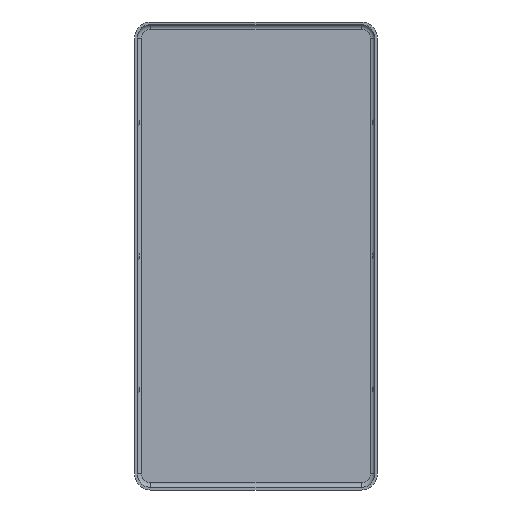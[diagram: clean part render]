
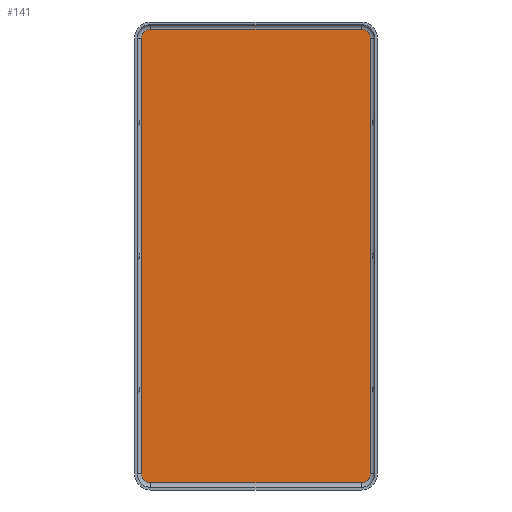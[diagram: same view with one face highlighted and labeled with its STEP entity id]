
A CAD part, front view. The second image highlights one B-rep face of the part: STEP entity #141.
In plain terms, the highlighted planar face has unit normal (0, -1, 0).
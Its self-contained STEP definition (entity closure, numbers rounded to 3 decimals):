
#141 = ADVANCED_FACE( 'NONE', ( #294 ), #295, .T. );
#294 = FACE_OUTER_BOUND( '', #455, .T. );
#295 = PLANE( '', #456 );
#455 = EDGE_LOOP( '', ( #766, #767, #768, #769, #770, #771, #772, #773 ) );
#456 = AXIS2_PLACEMENT_3D( '', #774, #775, #776 );
#766 = ORIENTED_EDGE( '', *, *, #896, .F. );
#767 = ORIENTED_EDGE( '', *, *, #964, .F. );
#768 = ORIENTED_EDGE( '', *, *, #872, .F. );
#769 = ORIENTED_EDGE( '', *, *, #916, .T. );
#770 = ORIENTED_EDGE( '', *, *, #990, .T. );
#771 = ORIENTED_EDGE( '', *, *, #952, .F. );
#772 = ORIENTED_EDGE( '', *, *, #942, .T. );
#773 = ORIENTED_EDGE( '', *, *, #961, .T. );
#774 = CARTESIAN_POINT( '', ( 11.85, 0., -24.5 ) );
#775 = DIRECTION( '', ( 0., -1., 0. ) );
#776 = DIRECTION( '', ( 0., 0., -1. ) );
#872 = EDGE_CURVE( 'NONE', #1012, #1014, #1015, .T. );
#896 = EDGE_CURVE( 'NONE', #1053, #1055, #1056, .T. );
#916 = EDGE_CURVE( 'NONE', #1012, #1087, #1089, .T. );
#942 = EDGE_CURVE( 'NONE', #1125, #1123, #1126, .T. );
#952 = EDGE_CURVE( 'NONE', #1125, #1138, #1139, .T. );
#961 = EDGE_CURVE( 'NONE', #1123, #1055, #1151, .T. );
#964 = EDGE_CURVE( 'NONE', #1014, #1053, #1154, .T. );
#990 = EDGE_CURVE( 'NONE', #1087, #1138, #1189, .T. );
#1012 = VERTEX_POINT( 'NONE', #1212 );
#1014 = VERTEX_POINT( 'NONE', #1214 );
#1015 = LINE( '', #1215, #1216 );
#1053 = VERTEX_POINT( 'NONE', #1261 );
#1055 = VERTEX_POINT( 'NONE', #1263 );
#1056 = LINE( '', #1264, #1265 );
#1087 = VERTEX_POINT( 'NONE', #1304 );
#1089 = CIRCLE( '', #1306, 1. );
#1123 = VERTEX_POINT( 'NONE', #1347 );
#1125 = VERTEX_POINT( 'NONE', #1349 );
#1126 = LINE( '', #1350, #1351 );
#1138 = VERTEX_POINT( 'NONE', #1365 );
#1139 = CIRCLE( '', #1366, 1. );
#1151 = CIRCLE( '', #1380, 1. );
#1154 = CIRCLE( '', #1383, 1. );
#1189 = LINE( '', #1423, #1424 );
#1212 = CARTESIAN_POINT( '', ( 12.85, 0., 24.5 ) );
#1214 = CARTESIAN_POINT( '', ( 12.85, 0., -24.5 ) );
#1215 = CARTESIAN_POINT( '', ( 12.85, 0., 0. ) );
#1216 = VECTOR( '', #1450, 1000. );
#1261 = CARTESIAN_POINT( '', ( 11.85, 0., -25.5 ) );
#1263 = CARTESIAN_POINT( '', ( -11.85, 0., -25.5 ) );
#1264 = CARTESIAN_POINT( '', ( 11.85, 0., -25.5 ) );
#1265 = VECTOR( '', #1488, 1000. );
#1304 = CARTESIAN_POINT( '', ( 11.85, 0., 25.5 ) );
#1306 = AXIS2_PLACEMENT_3D( '', #1518, #1519, #1520 );
#1347 = CARTESIAN_POINT( '', ( -12.85, 0., -24.5 ) );
#1349 = CARTESIAN_POINT( '', ( -12.85, 0., 24.5 ) );
#1350 = CARTESIAN_POINT( '', ( -12.85, 0., 0. ) );
#1351 = VECTOR( '', #1558, 1000. );
#1365 = CARTESIAN_POINT( '', ( -11.85, 0., 25.5 ) );
#1366 = AXIS2_PLACEMENT_3D( '', #1570, #1571, #1572 );
#1380 = AXIS2_PLACEMENT_3D( '', #1587, #1588, #1589 );
#1383 = AXIS2_PLACEMENT_3D( '', #1593, #1594, #1595 );
#1423 = CARTESIAN_POINT( '', ( 11.85, 0., 25.5 ) );
#1424 = VECTOR( '', #1634, 1000. );
#1450 = DIRECTION( '', ( 0., 0., -1. ) );
#1488 = DIRECTION( '', ( -1., 0., 0. ) );
#1518 = CARTESIAN_POINT( '', ( 11.85, 0., 24.5 ) );
#1519 = DIRECTION( '', ( 0., -1., 0. ) );
#1520 = DIRECTION( '', ( 0., 0., -1. ) );
#1558 = DIRECTION( '', ( 0., 0., -1. ) );
#1570 = CARTESIAN_POINT( '', ( -11.85, 0., 24.5 ) );
#1571 = DIRECTION( '', ( 0., 1., 0. ) );
#1572 = DIRECTION( '', ( 0., 0., -1. ) );
#1587 = CARTESIAN_POINT( '', ( -11.85, 0., -24.5 ) );
#1588 = DIRECTION( '', ( 0., -1., 0. ) );
#1589 = DIRECTION( '', ( 0., 0., 1. ) );
#1593 = CARTESIAN_POINT( '', ( 11.85, 0., -24.5 ) );
#1594 = DIRECTION( '', ( 0., 1., 0. ) );
#1595 = DIRECTION( '', ( 0., 0., 1. ) );
#1634 = DIRECTION( '', ( -1., 0., 0. ) );
